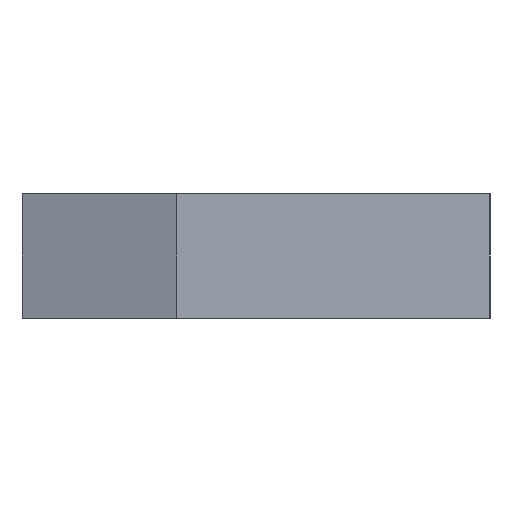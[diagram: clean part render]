
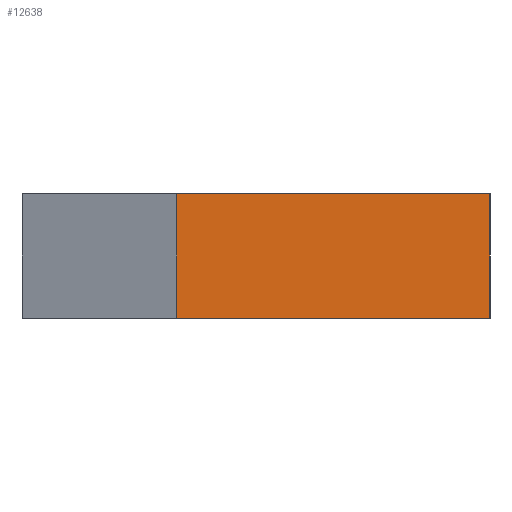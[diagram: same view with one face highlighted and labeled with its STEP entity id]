
A CAD part, left-side view. The second image highlights one B-rep face of the part: STEP entity #12638.
In plain terms, the highlighted planar face has unit normal (-1, 0, 0).
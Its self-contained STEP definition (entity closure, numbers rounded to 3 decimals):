
#61 = CARTESIAN_POINT ( 'NONE',  ( -502.5, -15., 8. ) ) ;
#610 = CARTESIAN_POINT ( 'NONE',  ( -502.5, -15., 8. ) ) ;
#1270 = EDGE_CURVE ( 'NONE', #9661, #15008, #14744, .T. ) ;
#1541 = CARTESIAN_POINT ( 'NONE',  ( -502.5, 5.086, 0. ) ) ;
#3004 = CARTESIAN_POINT ( 'NONE',  ( -502.5, 5.086, 8. ) ) ;
#3180 = DIRECTION ( 'NONE',  ( 0., -1., 0. ) ) ;
#3528 = EDGE_CURVE ( 'NONE', #6214, #15008, #8855, .T. ) ;
#5042 = DIRECTION ( 'NONE',  ( 0., -1., 0. ) ) ;
#5247 = DIRECTION ( 'NONE',  ( 0., 0., 1. ) ) ;
#5947 = EDGE_CURVE ( 'NONE', #9661, #7531, #13883, .T. ) ;
#6214 = VERTEX_POINT ( 'NONE', #13681 ) ;
#6687 = VECTOR ( 'NONE', #3180, 1000. ) ;
#7459 = CARTESIAN_POINT ( 'NONE',  ( -502.5, 5.086, -2. ) ) ;
#7531 = VERTEX_POINT ( 'NONE', #3004 ) ;
#7754 = ORIENTED_EDGE ( 'NONE', *, *, #11302, .F. ) ;
#8381 = FACE_OUTER_BOUND ( 'NONE', #14335, .T. ) ;
#8855 = LINE ( 'NONE', #16640, #14680 ) ;
#9319 = AXIS2_PLACEMENT_3D ( 'NONE', #610, #14886, #15983 ) ;
#9342 = CARTESIAN_POINT ( 'NONE',  ( -502.5, -15., 0. ) ) ;
#9574 = VECTOR ( 'NONE', #5247, 1000. ) ;
#9661 = VERTEX_POINT ( 'NONE', #1541 ) ;
#10315 = VECTOR ( 'NONE', #5042, 1000. ) ;
#10349 = LINE ( 'NONE', #61, #10315 ) ;
#11162 = PLANE ( 'NONE',  #9319 ) ;
#11302 = EDGE_CURVE ( 'NONE', #7531, #6214, #10349, .T. ) ;
#11800 = CARTESIAN_POINT ( 'NONE',  ( -502.5, -15., 0. ) ) ;
#12302 = ORIENTED_EDGE ( 'NONE', *, *, #5947, .F. ) ;
#12638 = ADVANCED_FACE ( 'NONE', ( #8381 ), #11162, .F. ) ;
#13681 = CARTESIAN_POINT ( 'NONE',  ( -502.5, -15., 8. ) ) ;
#13737 = ORIENTED_EDGE ( 'NONE', *, *, #3528, .F. ) ;
#13883 = LINE ( 'NONE', #7459, #9574 ) ;
#14335 = EDGE_LOOP ( 'NONE', ( #7754, #12302, #15610, #13737 ) ) ;
#14360 = DIRECTION ( 'NONE',  ( 0., 0., -1. ) ) ;
#14680 = VECTOR ( 'NONE', #14360, 1000. ) ;
#14744 = LINE ( 'NONE', #9342, #6687 ) ;
#14886 = DIRECTION ( 'NONE',  ( 1., 0., 0. ) ) ;
#15008 = VERTEX_POINT ( 'NONE', #11800 ) ;
#15610 = ORIENTED_EDGE ( 'NONE', *, *, #1270, .T. ) ;
#15983 = DIRECTION ( 'NONE',  ( 0., 0., -1. ) ) ;
#16640 = CARTESIAN_POINT ( 'NONE',  ( -502.5, -15., 8. ) ) ;
